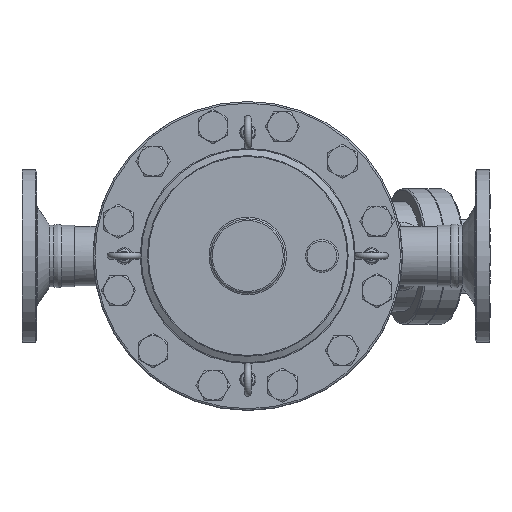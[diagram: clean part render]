
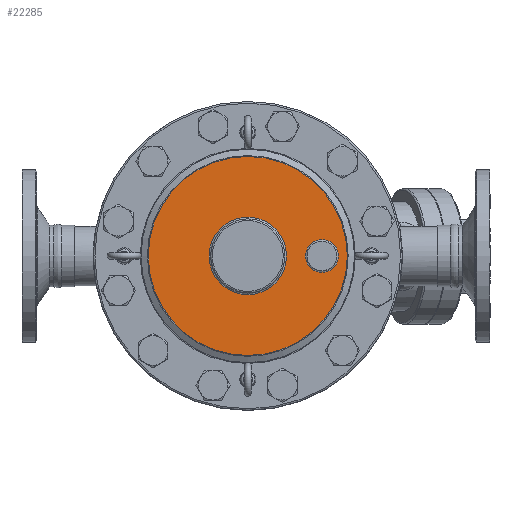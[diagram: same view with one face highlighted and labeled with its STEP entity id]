
A CAD part, top view. The second image highlights one B-rep face of the part: STEP entity #22285.
In plain terms, the highlighted planar face has unit normal (0, 0, 1).
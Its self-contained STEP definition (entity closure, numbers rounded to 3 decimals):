
#22223=CARTESIAN_POINT('',(110.0,0.,76.));
#22224=VERTEX_POINT('',#22223);
#22225=CARTESIAN_POINT('',(90.0,0.0,76.));
#22226=DIRECTION('',(0.0,0.0,1.0));
#22227=DIRECTION('',(-1.0,0.0,0.0));
#22228=AXIS2_PLACEMENT_3D('',#22225,#22226,#22227);
#22229=CIRCLE('',#22228,20.0);
#22230=EDGE_CURVE('',#22224,#22224,#22229,.T.);
#22255=CARTESIAN_POINT('',(60.67,0.0,76.));
#22256=DIRECTION('',(0.0,0.0,1.0));
#22257=DIRECTION('',(1.0,0.0,0.0));
#22258=AXIS2_PLACEMENT_3D('',#22255,#22256,#22257);
#22259=PLANE('',#22258);
#22260=CARTESIAN_POINT('',(120.804,0.,76.));
#22261=VERTEX_POINT('',#22260);
#22262=CARTESIAN_POINT('',(0.,0.0,76.));
#22263=DIRECTION('',(0.0,0.0,-1.0));
#22264=DIRECTION('',(-1.0,0.0,0.0));
#22265=AXIS2_PLACEMENT_3D('',#22262,#22263,#22264);
#22266=CIRCLE('',#22265,120.804);
#22267=EDGE_CURVE('',#22261,#22261,#22266,.T.);
#22268=ORIENTED_EDGE('',*,*,#22267,.F.);
#22269=EDGE_LOOP('',(#22268));
#22270=FACE_OUTER_BOUND('',#22269,.T.);
#22271=CARTESIAN_POINT('',(47.0,0.,76.));
#22272=VERTEX_POINT('',#22271);
#22273=CARTESIAN_POINT('',(0.,0.0,76.));
#22274=DIRECTION('',(0.0,0.0,1.0));
#22275=DIRECTION('',(-1.0,0.0,0.0));
#22276=AXIS2_PLACEMENT_3D('',#22273,#22274,#22275);
#22277=CIRCLE('',#22276,47.0);
#22278=EDGE_CURVE('',#22272,#22272,#22277,.T.);
#22279=ORIENTED_EDGE('',*,*,#22278,.F.);
#22280=EDGE_LOOP('',(#22279));
#22281=FACE_BOUND('',#22280,.T.);
#22282=ORIENTED_EDGE('',*,*,#22230,.F.);
#22283=EDGE_LOOP('',(#22282));
#22284=FACE_BOUND('',#22283,.T.);
#22285=ADVANCED_FACE('',(#22270,#22281,#22284),#22259,.T.);
